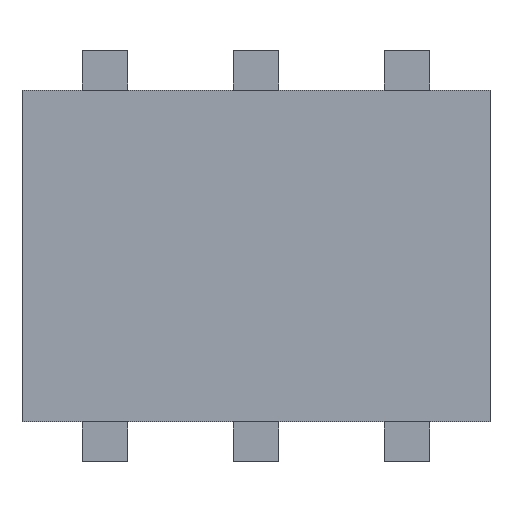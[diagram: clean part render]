
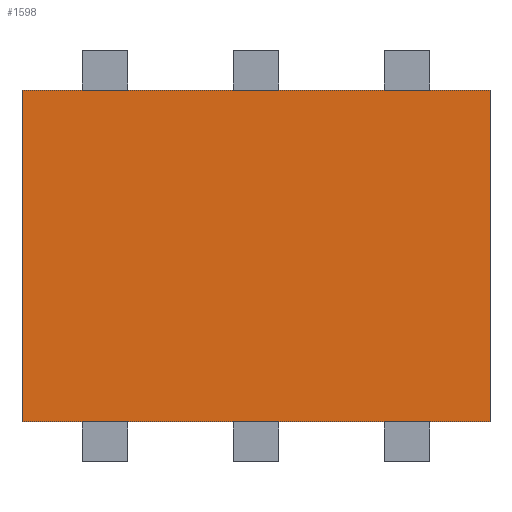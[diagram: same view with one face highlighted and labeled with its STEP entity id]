
A CAD part, front view. The second image highlights one B-rep face of the part: STEP entity #1598.
In plain terms, the highlighted planar face has unit normal (0, -1, 0).
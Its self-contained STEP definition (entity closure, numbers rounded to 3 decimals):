
#2 = CARTESIAN_POINT ( 'NONE',  ( -3.935, 0.1, 2.79 ) ) ;
#24 = PLANE ( 'NONE',  #772 ) ;
#56 = EDGE_CURVE ( 'NONE', #660, #918, #1865, .T. ) ;
#89 = LINE ( 'NONE', #1004, #898 ) ;
#135 = VECTOR ( 'NONE', #1025, 1000. ) ;
#150 = DIRECTION ( 'NONE',  ( 0., -1., 0. ) ) ;
#155 = VECTOR ( 'NONE', #1578, 1000. ) ;
#173 = DIRECTION ( 'NONE',  ( 0., 0., 1. ) ) ;
#209 = VERTEX_POINT ( 'NONE', #370 ) ;
#215 = CARTESIAN_POINT ( 'NONE',  ( -3.935, 0.1, 2.79 ) ) ;
#221 = CARTESIAN_POINT ( 'NONE',  ( 3.935, 0.1, -2.79 ) ) ;
#237 = VERTEX_POINT ( 'NONE', #221 ) ;
#329 = DIRECTION ( 'NONE',  ( 0., 0., -1. ) ) ;
#370 = CARTESIAN_POINT ( 'NONE',  ( 3.935, 0.1, 2.79 ) ) ;
#420 = CARTESIAN_POINT ( 'NONE',  ( -3.935, 0.1, -2.79 ) ) ;
#431 = ORIENTED_EDGE ( 'NONE', *, *, #1233, .F. ) ;
#470 = FACE_OUTER_BOUND ( 'NONE', #1494, .T. ) ;
#471 = EDGE_CURVE ( 'NONE', #918, #209, #1340, .T. ) ;
#537 = ORIENTED_EDGE ( 'NONE', *, *, #1763, .F. ) ;
#573 = CARTESIAN_POINT ( 'NONE',  ( -3.935, 0.1, 2.79 ) ) ;
#660 = VERTEX_POINT ( 'NONE', #420 ) ;
#772 = AXIS2_PLACEMENT_3D ( 'NONE', #1237, #150, #329 ) ;
#831 = LINE ( 'NONE', #1730, #155 ) ;
#881 = DIRECTION ( 'NONE',  ( -1., 0., 0. ) ) ;
#898 = VECTOR ( 'NONE', #881, 1000. ) ;
#918 = VERTEX_POINT ( 'NONE', #215 ) ;
#1004 = CARTESIAN_POINT ( 'NONE',  ( -3.935, 0.1, -2.79 ) ) ;
#1016 = ORIENTED_EDGE ( 'NONE', *, *, #471, .F. ) ;
#1025 = DIRECTION ( 'NONE',  ( 1., 0., 0. ) ) ;
#1233 = EDGE_CURVE ( 'NONE', #209, #237, #831, .T. ) ;
#1237 = CARTESIAN_POINT ( 'NONE',  ( 3.935, 0.1, -2.79 ) ) ;
#1340 = LINE ( 'NONE', #573, #135 ) ;
#1414 = VECTOR ( 'NONE', #173, 1000. ) ;
#1494 = EDGE_LOOP ( 'NONE', ( #431, #1016, #1931, #537 ) ) ;
#1578 = DIRECTION ( 'NONE',  ( 0., 0., -1. ) ) ;
#1598 = ADVANCED_FACE ( 'NONE', ( #470 ), #24, .T. ) ;
#1730 = CARTESIAN_POINT ( 'NONE',  ( 3.935, 0.1, 2.79 ) ) ;
#1763 = EDGE_CURVE ( 'NONE', #237, #660, #89, .T. ) ;
#1865 = LINE ( 'NONE', #2, #1414 ) ;
#1931 = ORIENTED_EDGE ( 'NONE', *, *, #56, .F. ) ;
